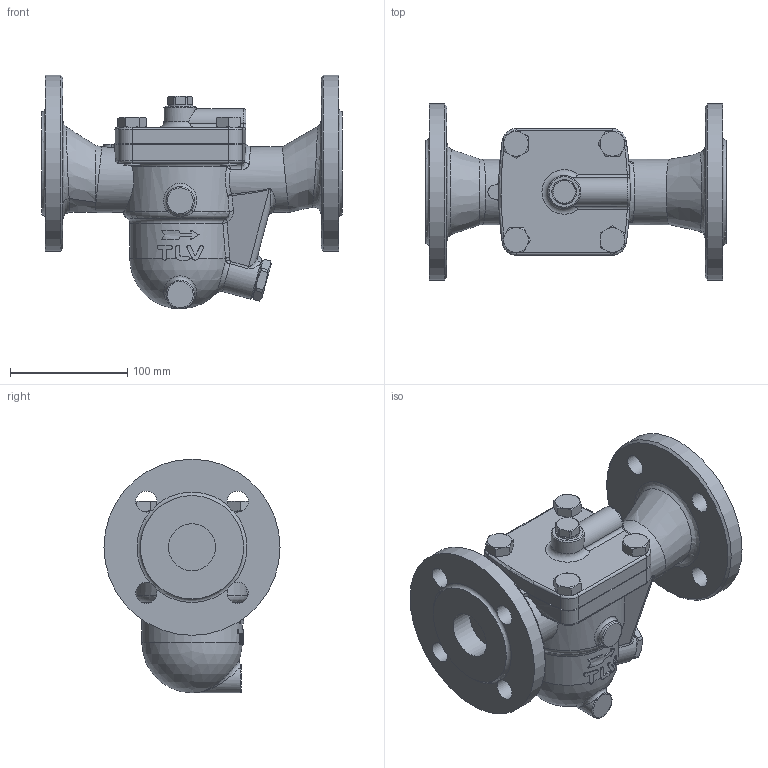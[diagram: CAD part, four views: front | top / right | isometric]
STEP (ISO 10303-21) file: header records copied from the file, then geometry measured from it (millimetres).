
FILE_DESCRIPTION(/* description */ (''),/* implementation_level */ '2;1');
FILE_NAME(/* name */ 'j5x00-040-e0016-00.stp',/* time_stamp */ '2023-01-12T16:56:52+09:00',/* author */ ('nakaot'),/* organization */ (''),/* preprocessor_version */ 'ST-DEVELOPER v18.1',/* originating_system */ 'Autodesk Inventor 2022',/* authorisation */ '');
FILE_SCHEMA (('AUTOMOTIVE_DESIGN { 1 0 10303 214 3 1 1 }'));
Length unit declared in the file: millimetre
Products named in the file (1): j5x00-040-e0016-00
Bounding box: 256 x 150 x 199 mm (x, y, z)
Volume: 2039337 mm3; surface area: 195089.9 mm2
Topology: 1 solids, 1 shells, 333 faces, 852 edges, 523 vertices
Faces by surface type: plane 100, cylinder 80, bspline 62, cone 62, torus 28, sphere 1
Full cylindrical faces by diameter (mm): 7.95 x1, 14 x8, 15 x4, 18 x8, 21 x1, 24 x1, 28 x1, 36 x1, 40 x2, 56 x2, 77 x1, 150 x2
Entity records: 17203 total; most frequent: CARTESIAN_POINT 9695, ORIENTED_EDGE 1690, DIRECTION 1457, EDGE_CURVE 845, AXIS2_PLACEMENT_3D 634, VERTEX_POINT 523, EDGE_LOOP 366, CIRCLE 340
